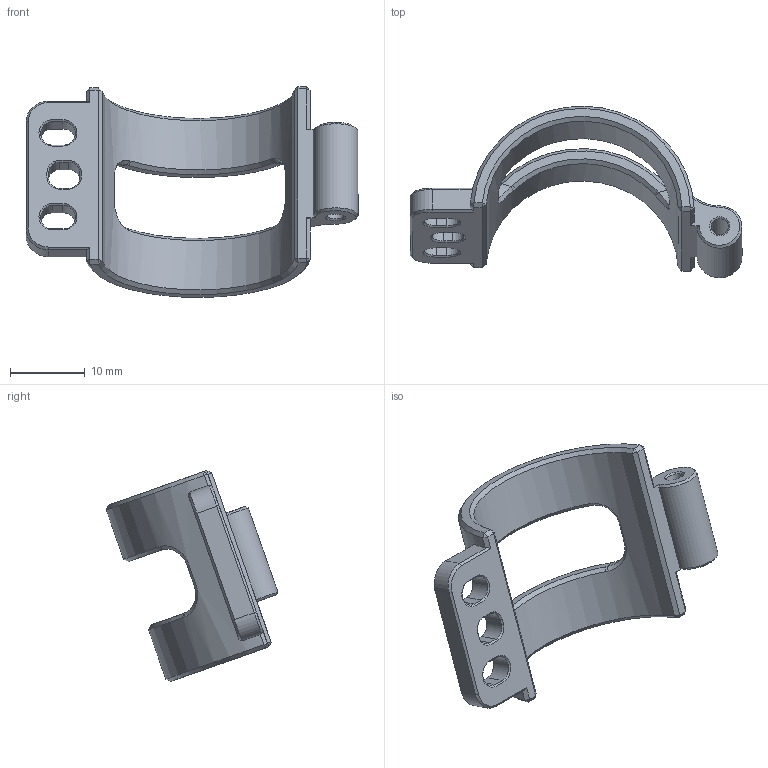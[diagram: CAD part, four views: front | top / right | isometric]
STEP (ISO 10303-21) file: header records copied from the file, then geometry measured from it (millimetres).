
FILE_DESCRIPTION(/* description */ (''),/* implementation_level */ '2;1');
FILE_NAME(/* name */ 'Pivot Lampe 1in mobile (anodisation 0.07mm).step',/* time_stamp */ '2023-06-06T15:38:57+02:00',/* author */ (''),/* organization */ (''),/* preprocessor_version */ 'ST-DEVELOPER v19.2',/* originating_system */ 'Autodesk Translation Framework v12.6.0.85',/* authorisation */ '');
FILE_SCHEMA (('AUTOMOTIVE_DESIGN { 1 0 10303 214 3 1 1 }'));
Length unit declared in the file: millimetre
Products named in the file (3): accessoires sur rail v5; v5 sur rotule; Lampe 1"
Assembly tree (2 placements, depth 3):
  accessoires sur rail v5
    v5 sur rotule
      Lampe 1"
Bounding box: 44.4 x 22.93 x 28.21 mm (x, y, z)
Volume: 2494.4 mm3; surface area: 2704.7 mm2
Topology: 1 solids, 1 shells, 140 faces, 329 edges, 190 vertices
Faces by surface type: plane 68, cone 34, cylinder 19, bspline 19
Full cylindrical faces by diameter (mm): 2.29 x1
Entity records: 4586 total; most frequent: CARTESIAN_POINT 1413, ORIENTED_EDGE 658, DIRECTION 605, EDGE_CURVE 329, LINE 205, VECTOR 205, AXIS2_PLACEMENT_3D 200, VERTEX_POINT 190
